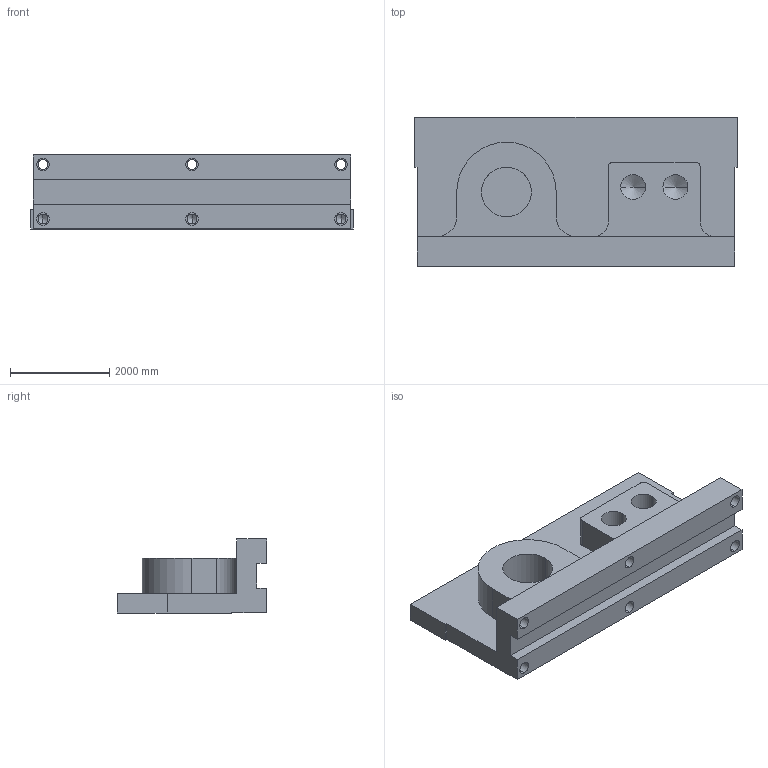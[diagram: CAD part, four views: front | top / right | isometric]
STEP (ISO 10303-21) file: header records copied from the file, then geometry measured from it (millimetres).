
FILE_DESCRIPTION(('produced by SPATIAL CORP'),'2;1');
FILE_NAME( 'clevis22.step.hh.sat.stp','2002-04-22T10:03:41+00:00',('SPATIAL CORP'),('SPATIAL CORP' ),'ACIS STEP Husk','http://www.spatial.com','SPATIAL CORP');
FILE_SCHEMA(('CONFIG_CONTROL_DESIGN'));
Length unit declared in the file: millimetre
Products named in the file (1): PRODUCT_ID_1
Bounding box: 6500 x 3000 x 1490 mm (x, y, z)
Volume: 14195655462.5 mm3; surface area: 74128091.2 mm2
Topology: 1 solids, 1 shells, 84 faces, 200 edges, 130 vertices
Faces by surface type: plane 37, cylinder 37, cone 10
Entity records: 2270 total; most frequent: ORIENTED_EDGE 400, CARTESIAN_POINT 359, DIRECTION 342, EDGE_CURVE 200, VERTEX_POINT 130, VECTOR 116, LINE 116, AXIS2_PLACEMENT_3D 113
